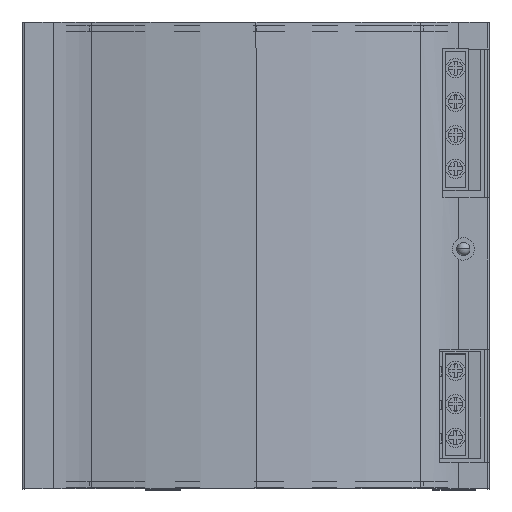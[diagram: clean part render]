
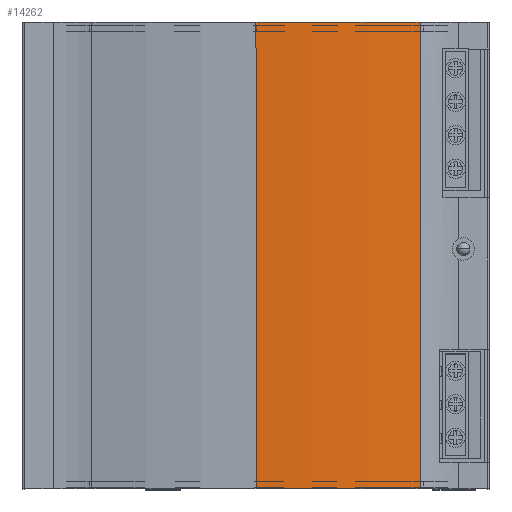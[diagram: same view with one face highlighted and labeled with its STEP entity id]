
A CAD part, top view. The second image highlights one B-rep face of the part: STEP entity #14262.
In plain terms, the highlighted cylindrical face has radius 180 mm (diameter 360 mm), a partial arc.
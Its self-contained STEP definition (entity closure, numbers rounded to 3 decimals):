
#972 = FACE_OUTER_BOUND ( 'NONE', #44415, .T. ) ;
#4005 = VERTEX_POINT ( 'NONE', #89773 ) ;
#6472 = CARTESIAN_POINT ( 'NONE',  ( 2.551, 62.75, 179.982 ) ) ;
#8981 = DIRECTION ( 'NONE',  ( 0., 1., 0. ) ) ;
#12323 = VERTEX_POINT ( 'NONE', #36872 ) ;
#12594 = DIRECTION ( 'NONE',  ( 0., 0., 1. ) ) ;
#14262 = ADVANCED_FACE ( 'NONE', ( #972 ), #102778, .T. ) ;
#18917 = EDGE_CURVE ( 'NONE', #36766, #12323, #33929, .T. ) ;
#26598 = VECTOR ( 'NONE', #8981, 1000. ) ;
#32154 = CIRCLE ( 'NONE', #34141, 180. ) ;
#33929 = CIRCLE ( 'NONE', #96190, 180. ) ;
#34141 = AXIS2_PLACEMENT_3D ( 'NONE', #6472, #63099, #80808 ) ;
#36766 = VERTEX_POINT ( 'NONE', #47834 ) ;
#36872 = CARTESIAN_POINT ( 'NONE',  ( 0., -62.75, 0. ) ) ;
#37583 = CARTESIAN_POINT ( 'NONE',  ( -44.102, -62.5, 6.133 ) ) ;
#39830 = ORIENTED_EDGE ( 'NONE', *, *, #69625, .F. ) ;
#40592 = DIRECTION ( 'NONE',  ( 0., 1., 0. ) ) ;
#44224 = CARTESIAN_POINT ( 'NONE',  ( 0., -62.5, 0. ) ) ;
#44415 = EDGE_LOOP ( 'NONE', ( #109900, #39830, #107624, #108641 ) ) ;
#46732 = LINE ( 'NONE', #37583, #26598 ) ;
#47834 = CARTESIAN_POINT ( 'NONE',  ( -44.102, -62.75, 6.133 ) ) ;
#57652 = CARTESIAN_POINT ( 'NONE',  ( 2.551, -62.5, 179.982 ) ) ;
#63099 = DIRECTION ( 'NONE',  ( 0., 1., 0. ) ) ;
#63764 = AXIS2_PLACEMENT_3D ( 'NONE', #57652, #40592, #12594 ) ;
#63795 = CARTESIAN_POINT ( 'NONE',  ( -44.102, 62.75, 6.133 ) ) ;
#69625 = EDGE_CURVE ( 'NONE', #4005, #120531, #32154, .T. ) ;
#72218 = DIRECTION ( 'NONE',  ( 0., 1., 0. ) ) ;
#80808 = DIRECTION ( 'NONE',  ( 0., 0., 1. ) ) ;
#80825 = LINE ( 'NONE', #44224, #84037 ) ;
#84037 = VECTOR ( 'NONE', #72218, 1000. ) ;
#86107 = EDGE_CURVE ( 'NONE', #36766, #120531, #46732, .T. ) ;
#89630 = DIRECTION ( 'NONE',  ( 0., 0., -1. ) ) ;
#89773 = CARTESIAN_POINT ( 'NONE',  ( 0., 62.75, 0. ) ) ;
#96190 = AXIS2_PLACEMENT_3D ( 'NONE', #100547, #119439, #89630 ) ;
#100547 = CARTESIAN_POINT ( 'NONE',  ( 2.551, -62.75, 179.982 ) ) ;
#102778 = CYLINDRICAL_SURFACE ( 'NONE', #63764, 180. ) ;
#107624 = ORIENTED_EDGE ( 'NONE', *, *, #112174, .F. ) ;
#108641 = ORIENTED_EDGE ( 'NONE', *, *, #18917, .F. ) ;
#109900 = ORIENTED_EDGE ( 'NONE', *, *, #86107, .T. ) ;
#112174 = EDGE_CURVE ( 'NONE', #12323, #4005, #80825, .T. ) ;
#119439 = DIRECTION ( 'NONE',  ( 0., -1., 0. ) ) ;
#120531 = VERTEX_POINT ( 'NONE', #63795 ) ;
